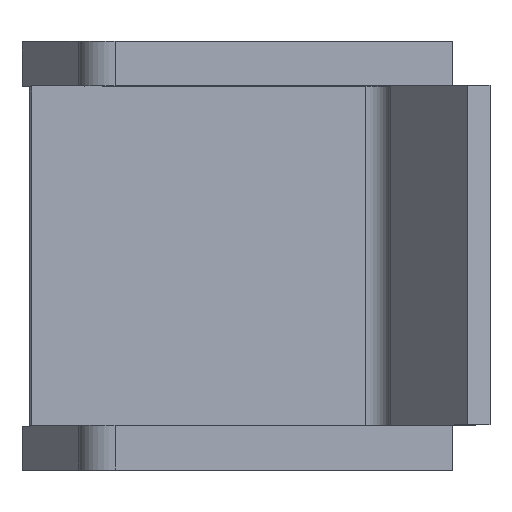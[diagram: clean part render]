
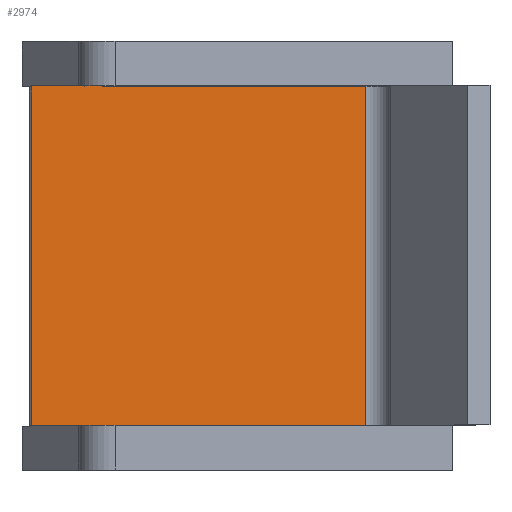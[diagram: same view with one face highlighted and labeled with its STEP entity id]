
A CAD part, top view. The second image highlights one B-rep face of the part: STEP entity #2974.
In plain terms, the highlighted planar face has unit normal (0.087, 0, 0.996).
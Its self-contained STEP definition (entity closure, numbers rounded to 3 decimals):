
#2648 = PLANE('',#2649);
#2649 = AXIS2_PLACEMENT_3D('',#2650,#2651,#2652);
#2650 = CARTESIAN_POINT('',(-150.502,58.,
    531.765));
#2651 = DIRECTION('',(0.,-1.,0.));
#2652 = DIRECTION('',(-1.,0.,0.));
#2676 = PLANE('',#2677);
#2677 = AXIS2_PLACEMENT_3D('',#2678,#2679,#2680);
#2678 = CARTESIAN_POINT('',(-550.,58.,
    371.556));
#2679 = DIRECTION('',(-0.996,0.,
    0.087));
#2680 = DIRECTION('',(-0.087,0.,-0.996));
#2704 = PLANE('',#2705);
#2705 = AXIS2_PLACEMENT_3D('',#2706,#2707,#2708);
#2706 = CARTESIAN_POINT('',(-150.502,500.,
    531.765));
#2707 = DIRECTION('',(0.,1.,0.));
#2708 = DIRECTION('',(1.,0.,0.));
#2904 = VERTEX_POINT('',#2905);
#2905 = CARTESIAN_POINT('',(-547.385,500.,
    401.442));
#2926 = EDGE_CURVE('',#2904,#2927,#2929,.T.);
#2927 = VERTEX_POINT('',#2928);
#2928 = CARTESIAN_POINT('',(-547.385,58.,
    401.442));
#2929 = SURFACE_CURVE('',#2930,(#2934,#2941),.PCURVE_S1.);
#2930 = LINE('',#2931,#2932);
#2931 = CARTESIAN_POINT('',(-547.385,500.,
    401.442));
#2932 = VECTOR('',#2933,1.);
#2933 = DIRECTION('',(0.,-1.,0.));
#2934 = PCURVE('',#2676,#2935);
#2935 = DEFINITIONAL_REPRESENTATION('',(#2936),#2940);
#2936 = LINE('',#2937,#2938);
#2937 = CARTESIAN_POINT('',(-30.,-442.));
#2938 = VECTOR('',#2939,1.);
#2939 = DIRECTION('',(0.,1.));
#2940 = ( GEOMETRIC_REPRESENTATION_CONTEXT(2) 
PARAMETRIC_REPRESENTATION_CONTEXT() REPRESENTATION_CONTEXT('2D SPACE',''
  ) );
#2941 = PCURVE('',#2942,#2947);
#2942 = PLANE('',#2943);
#2943 = AXIS2_PLACEMENT_3D('',#2944,#2945,#2946);
#2944 = CARTESIAN_POINT('',(-547.385,500.,
    401.442));
#2945 = DIRECTION('',(0.087,0.,
    0.996));
#2946 = DIRECTION('',(0.,-1.,0.));
#2947 = DEFINITIONAL_REPRESENTATION('',(#2948),#2952);
#2948 = LINE('',#2949,#2950);
#2949 = CARTESIAN_POINT('',(0.,0.));
#2950 = VECTOR('',#2951,1.);
#2951 = DIRECTION('',(1.,0.));
#2952 = ( GEOMETRIC_REPRESENTATION_CONTEXT(2) 
PARAMETRIC_REPRESENTATION_CONTEXT() REPRESENTATION_CONTEXT('2D SPACE',''
  ) );
#2974 = ADVANCED_FACE('',(#2975),#2942,.T.);
#2975 = FACE_BOUND('',#2976,.T.);
#2976 = EDGE_LOOP('',(#2977,#3000,#3001,#3024));
#2977 = ORIENTED_EDGE('',*,*,#2978,.F.);
#2978 = EDGE_CURVE('',#2904,#2979,#2981,.T.);
#2979 = VERTEX_POINT('',#2980);
#2980 = CARTESIAN_POINT('',(-112.615,500.,
    363.405));
#2981 = SURFACE_CURVE('',#2982,(#2986,#2993),.PCURVE_S1.);
#2982 = LINE('',#2983,#2984);
#2983 = CARTESIAN_POINT('',(-547.385,500.,
    401.442));
#2984 = VECTOR('',#2985,1.);
#2985 = DIRECTION('',(0.996,0.,
    -0.087));
#2986 = PCURVE('',#2942,#2987);
#2987 = DEFINITIONAL_REPRESENTATION('',(#2988),#2992);
#2988 = LINE('',#2989,#2990);
#2989 = CARTESIAN_POINT('',(0.,0.));
#2990 = VECTOR('',#2991,1.);
#2991 = DIRECTION('',(0.,1.));
#2992 = ( GEOMETRIC_REPRESENTATION_CONTEXT(2) 
PARAMETRIC_REPRESENTATION_CONTEXT() REPRESENTATION_CONTEXT('2D SPACE',''
  ) );
#2993 = PCURVE('',#2704,#2994);
#2994 = DEFINITIONAL_REPRESENTATION('',(#2995),#2999);
#2995 = LINE('',#2996,#2997);
#2996 = CARTESIAN_POINT('',(-396.883,130.322));
#2997 = VECTOR('',#2998,1.);
#2998 = DIRECTION('',(0.996,0.087));
#2999 = ( GEOMETRIC_REPRESENTATION_CONTEXT(2) 
PARAMETRIC_REPRESENTATION_CONTEXT() REPRESENTATION_CONTEXT('2D SPACE',''
  ) );
#3000 = ORIENTED_EDGE('',*,*,#2926,.T.);
#3001 = ORIENTED_EDGE('',*,*,#3002,.T.);
#3002 = EDGE_CURVE('',#2927,#3003,#3005,.T.);
#3003 = VERTEX_POINT('',#3004);
#3004 = CARTESIAN_POINT('',(-112.615,58.,
    363.405));
#3005 = SURFACE_CURVE('',#3006,(#3010,#3017),.PCURVE_S1.);
#3006 = LINE('',#3007,#3008);
#3007 = CARTESIAN_POINT('',(-547.385,58.,
    401.442));
#3008 = VECTOR('',#3009,1.);
#3009 = DIRECTION('',(0.996,0.,
    -0.087));
#3010 = PCURVE('',#2942,#3011);
#3011 = DEFINITIONAL_REPRESENTATION('',(#3012),#3016);
#3012 = LINE('',#3013,#3014);
#3013 = CARTESIAN_POINT('',(442.,0.));
#3014 = VECTOR('',#3015,1.);
#3015 = DIRECTION('',(0.,1.));
#3016 = ( GEOMETRIC_REPRESENTATION_CONTEXT(2) 
PARAMETRIC_REPRESENTATION_CONTEXT() REPRESENTATION_CONTEXT('2D SPACE',''
  ) );
#3017 = PCURVE('',#2648,#3018);
#3018 = DEFINITIONAL_REPRESENTATION('',(#3019),#3023);
#3019 = LINE('',#3020,#3021);
#3020 = CARTESIAN_POINT('',(396.883,130.322));
#3021 = VECTOR('',#3022,1.);
#3022 = DIRECTION('',(-0.996,0.087));
#3023 = ( GEOMETRIC_REPRESENTATION_CONTEXT(2) 
PARAMETRIC_REPRESENTATION_CONTEXT() REPRESENTATION_CONTEXT('2D SPACE',''
  ) );
#3024 = ORIENTED_EDGE('',*,*,#3025,.F.);
#3025 = EDGE_CURVE('',#2979,#3003,#3026,.T.);
#3026 = SURFACE_CURVE('',#3027,(#3031,#3038),.PCURVE_S1.);
#3027 = LINE('',#3028,#3029);
#3028 = CARTESIAN_POINT('',(-112.615,500.,
    363.405));
#3029 = VECTOR('',#3030,1.);
#3030 = DIRECTION('',(0.,-1.,0.));
#3031 = PCURVE('',#2942,#3032);
#3032 = DEFINITIONAL_REPRESENTATION('',(#3033),#3037);
#3033 = LINE('',#3034,#3035);
#3034 = CARTESIAN_POINT('',(0.,436.431));
#3035 = VECTOR('',#3036,1.);
#3036 = DIRECTION('',(1.,0.));
#3037 = ( GEOMETRIC_REPRESENTATION_CONTEXT(2) 
PARAMETRIC_REPRESENTATION_CONTEXT() REPRESENTATION_CONTEXT('2D SPACE',''
  ) );
#3038 = PCURVE('',#3039,#3044);
#3039 = CYLINDRICAL_SURFACE('',#3040,30.);
#3040 = AXIS2_PLACEMENT_3D('',#3041,#3042,#3043);
#3041 = CARTESIAN_POINT('',(-110.,500.,393.291));
#3042 = DIRECTION('',(0.,-1.,0.));
#3043 = DIRECTION('',(1.,0.,0.));
#3044 = DEFINITIONAL_REPRESENTATION('',(#3045),#3048);
#3045 = B_SPLINE_CURVE_WITH_KNOTS('',1,(#3046,#3047),.UNSPECIFIED.,.F.,
  .F.,(2,2),(0.,442.),.PIECEWISE_BEZIER_KNOTS.);
#3046 = CARTESIAN_POINT('',(4.625,0.));
#3047 = CARTESIAN_POINT('',(4.625,442.));
#3048 = ( GEOMETRIC_REPRESENTATION_CONTEXT(2) 
PARAMETRIC_REPRESENTATION_CONTEXT() REPRESENTATION_CONTEXT('2D SPACE',''
  ) );
